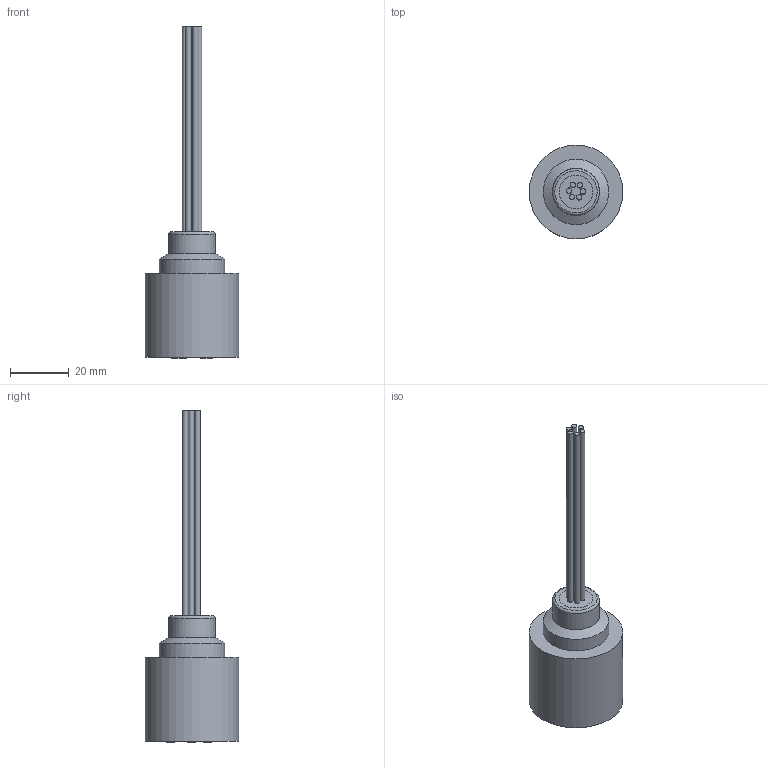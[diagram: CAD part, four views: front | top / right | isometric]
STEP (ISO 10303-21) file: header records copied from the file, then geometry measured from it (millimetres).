
FILE_DESCRIPTION(/* description */ ('STEP AP214'),/* implementation_level */ '2;1');
FILE_NAME(/* name */ 'OM6F.stp',/* time_stamp */ '2021-01-13T10:04:43+01:00',/* author */ ('sh'),/* organization */ (''),/* preprocessor_version */ 'ST-DEVELOPER v17.2',/* originating_system */ 'Autodesk Inventor 2019',/* authorisation */ '');
FILE_SCHEMA (('AUTOMOTIVE_DESIGN { 1 0 10303 214 3 1 1 }'));
Length unit declared in the file: inch
Products named in the file (1): OM6F
Bounding box: 31.75 x 31.75 x 112.59 mm (x, y, z)
Volume: 25363.7 mm3; surface area: 9296.7 mm2
Topology: 1 solids, 1 shells, 118 faces, 309 edges, 217 vertices
Faces by surface type: plane 63, bspline 37, cylinder 16, torus 1, cone 1
Full cylindrical faces by diameter (mm): 1.778 x6, 3.175 x1, 4.826 x6, 15.875 x1, 22.225 x1, 31.75 x1
Entity records: 5809 total; most frequent: CARTESIAN_POINT 2906, ORIENTED_EDGE 618, DIRECTION 469, EDGE_CURVE 309, VERTEX_POINT 217, LINE 165, VECTOR 165, AXIS2_PLACEMENT_3D 152
